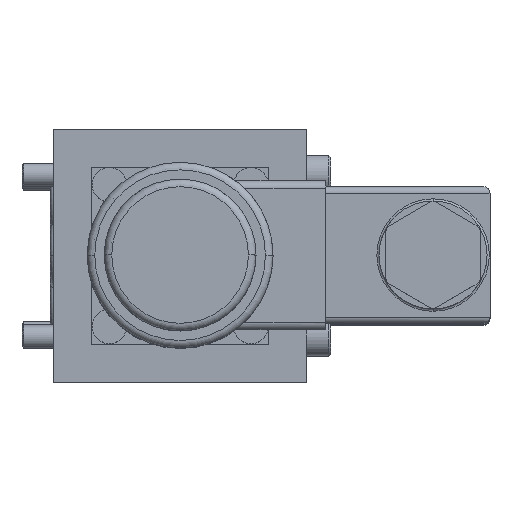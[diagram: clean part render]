
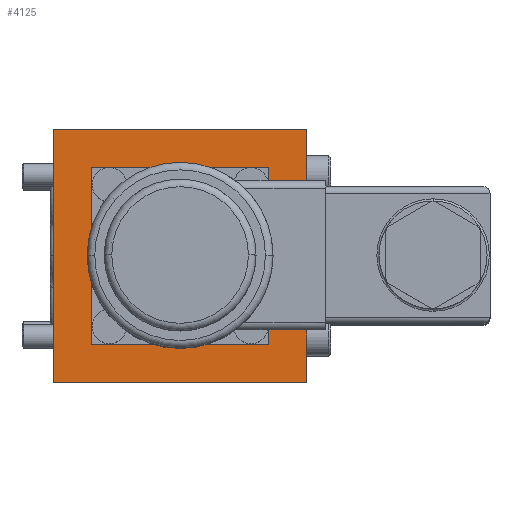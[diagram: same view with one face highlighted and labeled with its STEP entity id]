
A CAD part, top view. The second image highlights one B-rep face of the part: STEP entity #4125.
In plain terms, the highlighted planar face has unit normal (0, 0, 1).
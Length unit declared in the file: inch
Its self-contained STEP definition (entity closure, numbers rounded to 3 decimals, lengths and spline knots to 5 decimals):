
#114=DIRECTION('',(-1.,0.,0.));
#115=VECTOR('',#114,2.);
#116=CARTESIAN_POINT('',(2.,0.,1.375));
#117=LINE('',#116,#115);
#118=DIRECTION('',(0.,1.,0.));
#119=VECTOR('',#118,2.);
#120=CARTESIAN_POINT('',(0.,0.,1.375));
#121=LINE('',#120,#119);
#122=DIRECTION('',(1.,0.,0.));
#123=VECTOR('',#122,2.);
#124=CARTESIAN_POINT('',(0.,2.,1.375));
#125=LINE('',#124,#123);
#126=DIRECTION('',(0.,-1.,0.));
#127=VECTOR('',#126,2.);
#128=CARTESIAN_POINT('',(2.,2.,1.375));
#129=LINE('',#128,#127);
#2340=DIRECTION('',(0.,1.,0.));
#2341=VECTOR('',#2340,1.4);
#2342=CARTESIAN_POINT('',(0.3,0.3,1.375));
#2343=LINE('',#2342,#2341);
#2348=DIRECTION('',(1.,0.,0.));
#2349=VECTOR('',#2348,1.4);
#2350=CARTESIAN_POINT('',(0.3,1.7,1.375));
#2351=LINE('',#2350,#2349);
#2356=DIRECTION('',(0.,-1.,0.));
#2357=VECTOR('',#2356,1.4);
#2358=CARTESIAN_POINT('',(1.7,1.7,1.375));
#2359=LINE('',#2358,#2357);
#2364=DIRECTION('',(-1.,0.,0.));
#2365=VECTOR('',#2364,1.4);
#2366=CARTESIAN_POINT('',(1.7,0.3,1.375));
#2367=LINE('',#2366,#2365);
#3220=CARTESIAN_POINT('',(2.,0.,1.375));
#3221=CARTESIAN_POINT('',(0.,0.,1.375));
#3222=VERTEX_POINT('',#3220);
#3223=VERTEX_POINT('',#3221);
#3224=CARTESIAN_POINT('',(0.,2.,1.375));
#3225=VERTEX_POINT('',#3224);
#3226=CARTESIAN_POINT('',(2.,2.,1.375));
#3227=VERTEX_POINT('',#3226);
#3228=CARTESIAN_POINT('',(0.3,0.3,1.375));
#3229=CARTESIAN_POINT('',(0.3,1.7,1.375));
#3230=VERTEX_POINT('',#3228);
#3231=VERTEX_POINT('',#3229);
#3232=CARTESIAN_POINT('',(1.7,0.3,1.375));
#3233=VERTEX_POINT('',#3232);
#3234=CARTESIAN_POINT('',(1.7,1.7,1.375));
#3235=VERTEX_POINT('',#3234);
#4100=CARTESIAN_POINT('',(0.,0.,1.375));
#4101=DIRECTION('',(0.,0.,1.));
#4102=DIRECTION('',(1.,0.,0.));
#4103=AXIS2_PLACEMENT_3D('',#4100,#4101,#4102);
#4104=PLANE('',#4103);
#4106=ORIENTED_EDGE('',*,*,#4105,.T.);
#4108=ORIENTED_EDGE('',*,*,#4107,.T.);
#4110=ORIENTED_EDGE('',*,*,#4109,.T.);
#4112=ORIENTED_EDGE('',*,*,#4111,.T.);
#4113=EDGE_LOOP('',(#4106,#4108,#4110,#4112));
#4114=FACE_OUTER_BOUND('',#4113,.F.);
#4116=ORIENTED_EDGE('',*,*,#4115,.F.);
#4118=ORIENTED_EDGE('',*,*,#4117,.F.);
#4120=ORIENTED_EDGE('',*,*,#4119,.F.);
#4122=ORIENTED_EDGE('',*,*,#4121,.F.);
#4123=EDGE_LOOP('',(#4116,#4118,#4120,#4122));
#4124=FACE_BOUND('',#4123,.F.);
#4125=ADVANCED_FACE('',(#4114,#4124),#4104,.T.);
#4105=EDGE_CURVE('',#3222,#3223,#117,.T.);
#4107=EDGE_CURVE('',#3223,#3225,#121,.T.);
#4109=EDGE_CURVE('',#3225,#3227,#125,.T.);
#4111=EDGE_CURVE('',#3227,#3222,#129,.T.);
#4115=EDGE_CURVE('',#3230,#3231,#2343,.T.);
#4117=EDGE_CURVE('',#3233,#3230,#2367,.T.);
#4119=EDGE_CURVE('',#3235,#3233,#2359,.T.);
#4121=EDGE_CURVE('',#3231,#3235,#2351,.T.);
